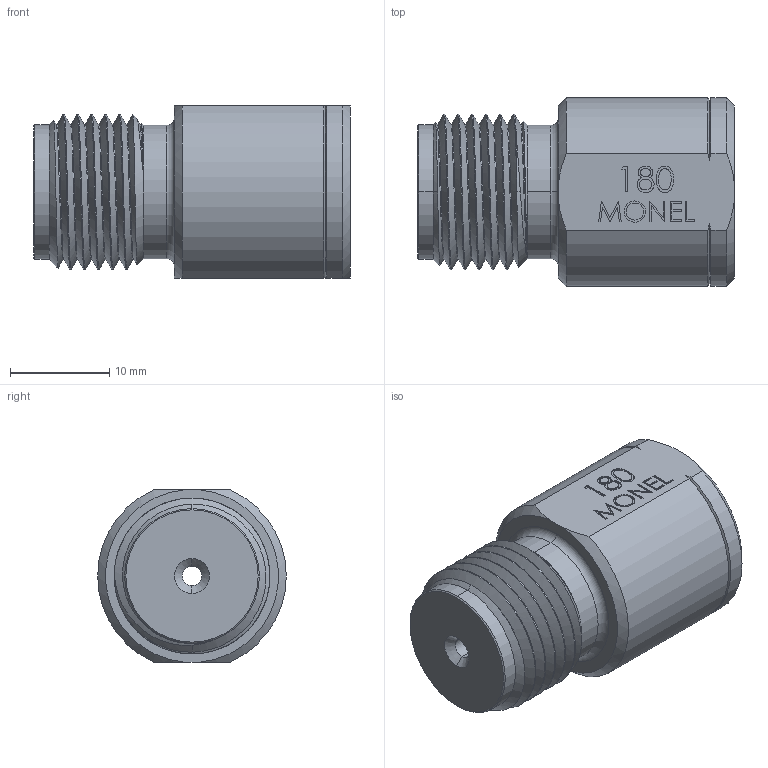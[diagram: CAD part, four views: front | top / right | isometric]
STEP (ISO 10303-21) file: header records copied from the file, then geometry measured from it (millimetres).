
FILE_DESCRIPTION (( 'STEP AP203' ), '1' );
FILE_NAME ('AD-180MMO-4FNPT.STEP', '2025-07-29T18:56:36', ( '' ), ( '' ), 'SwSTEP 2.0', 'SolidWorks 2018', '' );
FILE_SCHEMA (( 'CONFIG_CONTROL_DESIGN' ));
Length unit declared in the file: inch
Products named in the file (1): AD-180MMO-4FNPT
Bounding box: 32 x 19.05 x 17.4 mm (x, y, z)
Volume: 5484.5 mm3; surface area: 3454 mm2
Topology: 1 solids, 1 shells, 168 faces, 447 edges, 294 vertices
Faces by surface type: plane 65, bspline 40, cone 36, cylinder 25, torus 2
Entity records: 14664 total; most frequent: CARTESIAN_POINT 10805, ORIENTED_EDGE 894, DIRECTION 583, EDGE_CURVE 447, VERTEX_POINT 294, LINE 237, VECTOR 237, EDGE_LOOP 183
